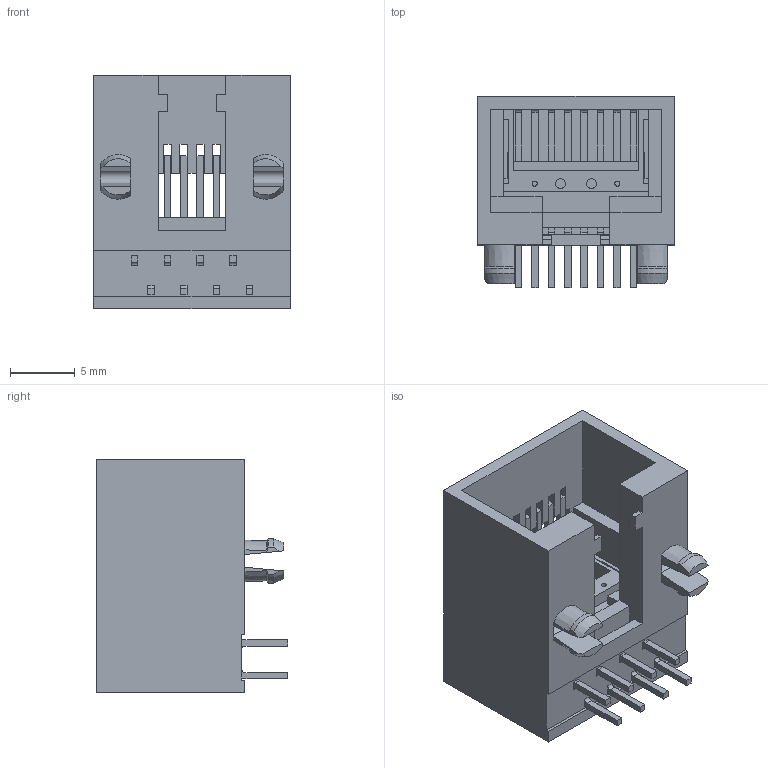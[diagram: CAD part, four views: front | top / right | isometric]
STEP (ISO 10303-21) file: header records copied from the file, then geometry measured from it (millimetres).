
FILE_DESCRIPTION(('STEP AP242'),'1');
FILE_NAME('0855035001.stp','2024-11-14T03:02:09',('TraceParts'),('TraceParts S.A.'),'Spatial InterOp 3D',' ',' ');
FILE_SCHEMA(('AP242_MANAGED_MODEL_BASED_3D_ENGINEERING_MIM_LF {1 0 10303 442 1 1 4}'));
Length unit declared in the file: millimetre
Products named in the file (1): 0855035001_1
Bounding box: 15.24 x 14.8 x 18.1 mm (x, y, z)
Volume: 1491.8 mm3; surface area: 2242.3 mm2
Topology: 1 solids, 1 shells, 353 faces, 984 edges, 684 vertices
Faces by surface type: plane 277, cylinder 64, cone 12
Entity records: 11306 total; most frequent: CARTESIAN_POINT 2101, ORIENTED_EDGE 1914, DIRECTION 1826, EDGE_CURVE 957, LINE 796, VECTOR 796, VERTEX_POINT 630, AXIS2_PLACEMENT_3D 515
